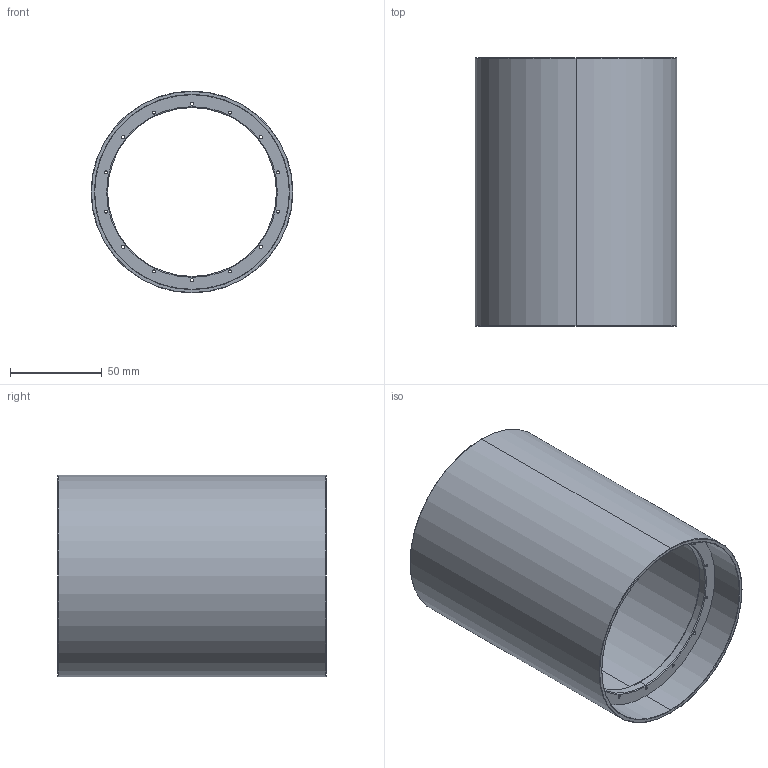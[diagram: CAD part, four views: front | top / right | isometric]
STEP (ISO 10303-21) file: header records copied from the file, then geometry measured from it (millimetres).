
FILE_DESCRIPTION (( 'STEP AP214' ), '1' );
FILE_NAME ('H20I_rouleau.STEP', '2020-02-14T19:05:27', ( 'Maxime' ), ( '' ), 'SwSTEP 2.0', 'SolidWorks 2013', '' );
FILE_SCHEMA (( 'AUTOMOTIVE_DESIGN' ));
Length unit declared in the file: millimetre
Products named in the file (1): H20I_rouleau
Bounding box: 110 x 146 x 110 mm (x, y, z)
Volume: 120489.2 mm3; surface area: 108926.1 mm2
Topology: 1 solids, 1 shells, 90 faces, 236 edges, 152 vertices
Faces by surface type: cylinder 68, torus 16, plane 6
Entity records: 3736 total; most frequent: DIRECTION 586, CARTESIAN_POINT 479, ORIENTED_EDGE 472, AXIS2_PLACEMENT_3D 259, EDGE_CURVE 236, CIRCLE 168, VERTEX_POINT 152, EDGE_LOOP 152
